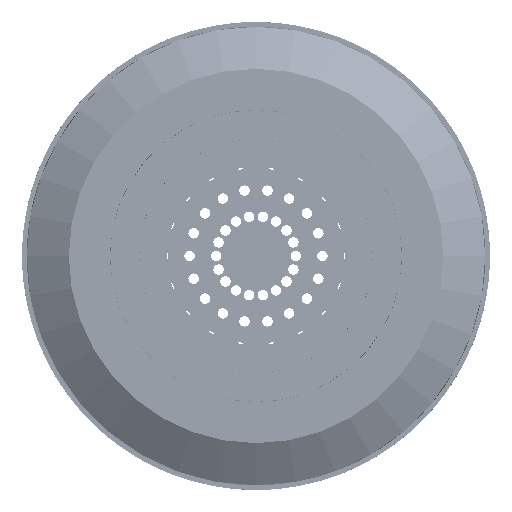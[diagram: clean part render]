
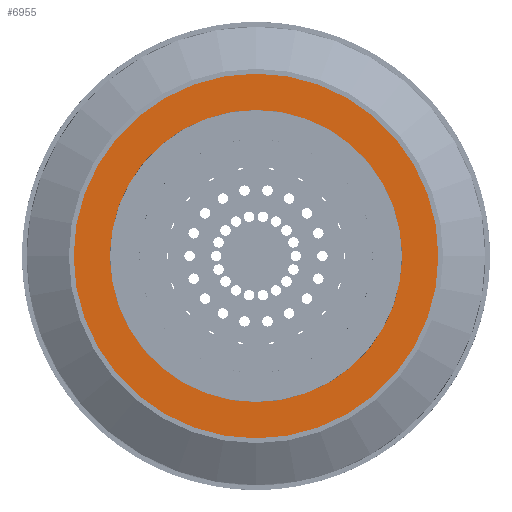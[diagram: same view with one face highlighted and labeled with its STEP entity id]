
A CAD part, left-side view. The second image highlights one B-rep face of the part: STEP entity #6955.
In plain terms, the highlighted planar face has unit normal (-1, 0, 0).
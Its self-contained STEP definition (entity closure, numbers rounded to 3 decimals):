
#6955=ADVANCED_FACE('',(#14367,#14368),#14369,.T.);
#14367=FACE_OUTER_BOUND('',#21973,.T.);
#14368=FACE_BOUND('',#21974,.T.);
#14369=PLANE('',#21975);
#21973=EDGE_LOOP('',(#44502,#44503));
#21974=EDGE_LOOP('',(#44504,#44505));
#21975=AXIS2_PLACEMENT_3D('',#44506,#44507,#44508);
#44502=ORIENTED_EDGE('',*,*,#45809,.T.);
#44503=ORIENTED_EDGE('',*,*,#54578,.T.);
#44504=ORIENTED_EDGE('',*,*,#54003,.F.);
#44505=ORIENTED_EDGE('',*,*,#47673,.F.);
#44506=CARTESIAN_POINT('',(-56.543,0.0,0.0));
#44507=DIRECTION('',(-1.0,0.0,0.0));
#44508=DIRECTION('',(0.0,0.0,1.0));
#45809=EDGE_CURVE('',#55171,#55175,#55177,.T.);
#47673=EDGE_CURVE('',#58544,#58547,#58548,.T.);
#54003=EDGE_CURVE('',#58547,#58544,#67182,.T.);
#54578=EDGE_CURVE('',#55175,#55171,#67900,.T.);
#55171=VERTEX_POINT('',#68650);
#55175=VERTEX_POINT('',#68655);
#55177=CIRCLE('',#68658,32.74);
#58544=VERTEX_POINT('',#78772);
#58547=VERTEX_POINT('',#78776);
#58548=CIRCLE('',#78777,26.2);
#67182=CIRCLE('',#95677,26.2);
#67900=CIRCLE('',#98969,32.74);
#68650=CARTESIAN_POINT('',(-56.543,0.0,32.74));
#68655=CARTESIAN_POINT('',(-56.543,0.,-32.74));
#68658=AXIS2_PLACEMENT_3D('',#99793,#99794,#99795);
#78772=CARTESIAN_POINT('',(-56.543,0.,26.2));
#78776=CARTESIAN_POINT('',(-56.543,0.,-26.2));
#78777=AXIS2_PLACEMENT_3D('',#102085,#102086,#102087);
#95677=AXIS2_PLACEMENT_3D('',#110073,#110074,#110075);
#98969=AXIS2_PLACEMENT_3D('',#110076,#110077,#110078);
#99793=CARTESIAN_POINT('',(-56.543,0.0,0.0));
#99794=DIRECTION('',(-1.0,0.0,0.0));
#99795=DIRECTION('',(0.0,0.0,1.0));
#102085=CARTESIAN_POINT('',(-56.543,0.0,0.0));
#102086=DIRECTION('',(-1.0,0.0,0.0));
#102087=DIRECTION('',(0.0,0.0,1.0));
#110073=CARTESIAN_POINT('',(-56.543,0.0,0.0));
#110074=DIRECTION('',(-1.0,0.0,0.0));
#110075=DIRECTION('',(0.0,0.0,1.0));
#110076=CARTESIAN_POINT('',(-56.543,0.0,0.0));
#110077=DIRECTION('',(-1.0,0.0,0.0));
#110078=DIRECTION('',(0.0,0.0,1.0));
